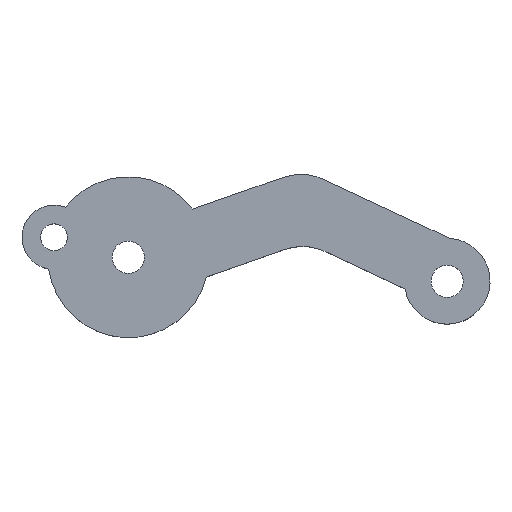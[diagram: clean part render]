
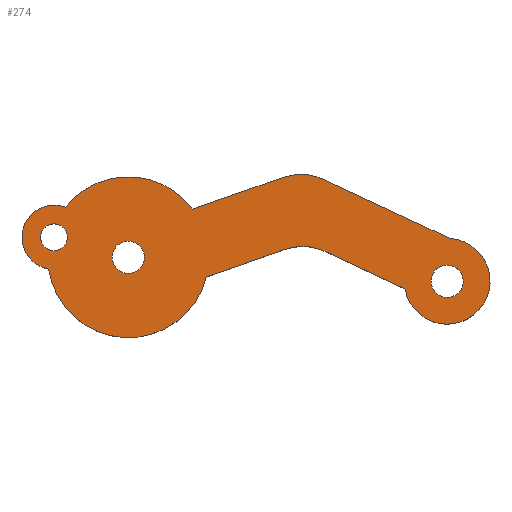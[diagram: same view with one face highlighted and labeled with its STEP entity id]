
A CAD part, top view. The second image highlights one B-rep face of the part: STEP entity #274.
In plain terms, the highlighted planar face has unit normal (0, 0, 1).
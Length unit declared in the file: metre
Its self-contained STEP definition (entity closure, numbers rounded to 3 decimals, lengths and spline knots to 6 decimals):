
#16=PLANE('',#316);
#24=LINE('',#437,#42);
#25=LINE('',#439,#43);
#32=LINE('',#458,#50);
#33=LINE('',#465,#51);
#42=VECTOR('',#352,1.);
#43=VECTOR('',#355,1.);
#50=VECTOR('',#370,1.);
#51=VECTOR('',#379,1.);
#92=ORIENTED_EDGE('',*,*,#154,.F.);
#93=ORIENTED_EDGE('',*,*,#148,.F.);
#94=ORIENTED_EDGE('',*,*,#158,.T.);
#95=ORIENTED_EDGE('',*,*,#151,.F.);
#96=ORIENTED_EDGE('',*,*,#128,.T.);
#97=ORIENTED_EDGE('',*,*,#132,.T.);
#98=ORIENTED_EDGE('',*,*,#135,.T.);
#99=ORIENTED_EDGE('',*,*,#138,.T.);
#100=ORIENTED_EDGE('',*,*,#159,.T.);
#101=ORIENTED_EDGE('',*,*,#139,.T.);
#102=ORIENTED_EDGE('',*,*,#145,.T.);
#103=ORIENTED_EDGE('',*,*,#149,.F.);
#104=ORIENTED_EDGE('',*,*,#156,.F.);
#128=EDGE_CURVE('',#165,#164,#189,.T.);
#132=EDGE_CURVE('',#164,#167,#191,.T.);
#135=EDGE_CURVE('',#167,#169,#193,.T.);
#138=EDGE_CURVE('',#169,#171,#24,.T.);
#139=EDGE_CURVE('',#172,#173,#25,.T.);
#145=EDGE_CURVE('',#173,#177,#195,.T.);
#148=EDGE_CURVE('',#179,#177,#32,.T.);
#149=EDGE_CURVE('',#180,#180,#196,.T.);
#151=EDGE_CURVE('',#165,#182,#33,.T.);
#154=EDGE_CURVE('',#184,#184,#198,.T.);
#156=EDGE_CURVE('',#186,#186,#200,.T.);
#158=EDGE_CURVE('',#179,#182,#202,.T.);
#159=EDGE_CURVE('',#171,#172,#203,.F.);
#164=VERTEX_POINT('',#416);
#165=VERTEX_POINT('',#418);
#167=VERTEX_POINT('',#424);
#169=VERTEX_POINT('',#430);
#171=VERTEX_POINT('',#436);
#172=VERTEX_POINT('',#440);
#173=VERTEX_POINT('',#441);
#177=VERTEX_POINT('',#451);
#179=VERTEX_POINT('',#457);
#180=VERTEX_POINT('',#461);
#182=VERTEX_POINT('',#466);
#184=VERTEX_POINT('',#472);
#186=VERTEX_POINT('',#477);
#189=CIRCLE('',#293,0.0075);
#191=CIRCLE('',#296,0.003);
#193=CIRCLE('',#299,0.0075);
#195=CIRCLE('',#304,0.004);
#196=CIRCLE('',#307,0.0015);
#198=CIRCLE('',#311,0.00125);
#200=CIRCLE('',#314,0.0015);
#202=CIRCLE('',#317,0.005);
#203=CIRCLE('',#318,0.005);
#220=EDGE_LOOP('',(#92));
#221=EDGE_LOOP('',(#93,#94,#95,#96,#97,#98,#99,#100,#101,#102));
#222=EDGE_LOOP('',(#103));
#223=EDGE_LOOP('',(#104));
#244=FACE_BOUND('',#220,.T.);
#245=FACE_BOUND('',#221,.T.);
#246=FACE_BOUND('',#222,.T.);
#247=FACE_BOUND('',#223,.T.);
#274=ADVANCED_FACE('',(#244,#245,#246,#247),#16,.T.);
#293=AXIS2_PLACEMENT_3D('',#417,#331,#332);
#296=AXIS2_PLACEMENT_3D('',#425,#339,#340);
#299=AXIS2_PLACEMENT_3D('',#431,#346,#347);
#304=AXIS2_PLACEMENT_3D('',#452,#364,#365);
#307=AXIS2_PLACEMENT_3D('',#460,#373,#374);
#311=AXIS2_PLACEMENT_3D('',#471,#384,#385);
#314=AXIS2_PLACEMENT_3D('',#476,#390,#391);
#316=AXIS2_PLACEMENT_3D('',#480,#394,#395);
#317=AXIS2_PLACEMENT_3D('',#481,#396,#397);
#318=AXIS2_PLACEMENT_3D('',#482,#398,#399);
#331=DIRECTION('',(0.,0.,1.));
#332=DIRECTION('',(1.,0.,0.));
#339=DIRECTION('',(0.,0.,1.));
#340=DIRECTION('',(1.,0.,0.));
#346=DIRECTION('',(0.,0.,1.));
#347=DIRECTION('',(1.,0.,0.));
#352=DIRECTION('',(0.944,0.331,0.));
#355=DIRECTION('',(0.906,-0.423,0.));
#364=DIRECTION('',(0.,0.,1.));
#365=DIRECTION('',(1.,0.,0.));
#370=DIRECTION('',(0.906,-0.423,0.));
#373=DIRECTION('',(0.,0.,1.));
#374=DIRECTION('',(1.,0.,0.));
#379=DIRECTION('',(0.944,0.331,0.));
#384=DIRECTION('',(0.,0.,1.));
#385=DIRECTION('',(1.,0.,0.));
#390=DIRECTION('',(0.,0.,1.));
#391=DIRECTION('',(1.,0.,0.));
#394=DIRECTION('',(0.,0.,1.));
#395=DIRECTION('',(1.,0.,0.));
#396=DIRECTION('',(0.,0.,1.));
#397=DIRECTION('',(1.,0.,0.));
#398=DIRECTION('',(0.,0.,1.));
#399=DIRECTION('',(1.,0.,0.));
#416=CARTESIAN_POINT('',(-0.045802,0.00467,0.0036));
#417=CARTESIAN_POINT('',(-0.039934,0.,0.0036));
#418=CARTESIAN_POINT('',(-0.033928,0.004493,0.0036));
#424=CARTESIAN_POINT('',(-0.047353,-0.001098,0.0036));
#425=CARTESIAN_POINT('',(-0.046854,0.00186,0.0036));
#430=CARTESIAN_POINT('',(-0.032665,-0.001846,0.0036));
#431=CARTESIAN_POINT('',(-0.039934,0.,0.0036));
#436=CARTESIAN_POINT('',(-0.025357,0.000717,0.0036));
#437=CARTESIAN_POINT('',(-0.028049,-0.000227,0.0036));
#439=CARTESIAN_POINT('',(-0.018787,-0.000779,0.0036));
#440=CARTESIAN_POINT('',(-0.021586,0.000529,0.0036));
#441=CARTESIAN_POINT('',(-0.01414,-0.002949,0.0036));
#451=CARTESIAN_POINT('',(-0.00993,0.001751,0.0036));
#452=CARTESIAN_POINT('',(-0.010204,-0.00224,0.0036));
#457=CARTESIAN_POINT('',(-0.021728,0.007262,0.0036));
#458=CARTESIAN_POINT('',(-0.016753,0.004938,0.0036));
#460=CARTESIAN_POINT('',(-0.039934,0.,0.0036));
#461=CARTESIAN_POINT('',(-0.038434,0.,0.0036));
#465=CARTESIAN_POINT('',(-0.028752,0.006309,0.0036));
#466=CARTESIAN_POINT('',(-0.025499,0.00745,0.0036));
#471=CARTESIAN_POINT('',(-0.046854,0.00186,0.0036));
#472=CARTESIAN_POINT('',(-0.045604,0.00186,0.0036));
#476=CARTESIAN_POINT('',(-0.010204,-0.00224,0.0036));
#477=CARTESIAN_POINT('',(-0.008704,-0.00224,0.0036));
#480=CARTESIAN_POINT('',(-0.028029,0.000312,0.0036));
#481=CARTESIAN_POINT('',(-0.023844,0.002732,0.0036));
#482=CARTESIAN_POINT('',(-0.023702,-0.004001,0.0036));
